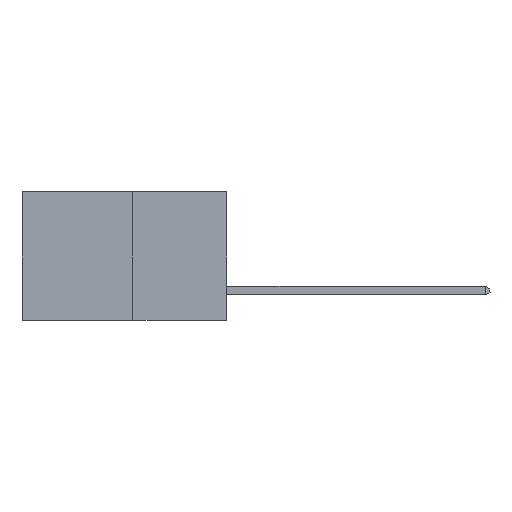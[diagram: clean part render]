
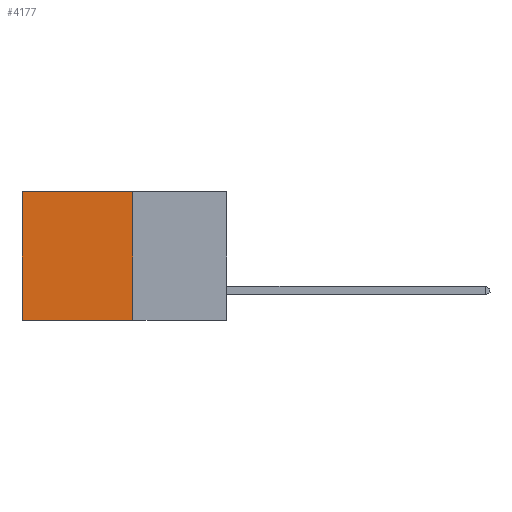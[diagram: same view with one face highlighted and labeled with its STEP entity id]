
A CAD part, left-side view. The second image highlights one B-rep face of the part: STEP entity #4177.
In plain terms, the highlighted planar face has unit normal (-1, 0, 0).
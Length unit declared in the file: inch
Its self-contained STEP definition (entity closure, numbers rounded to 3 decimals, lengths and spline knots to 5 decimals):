
#3 = CARTESIAN_POINT ( 'NONE',  ( 0.277, 0.27, -0.37 ) ) ;
#869 = VERTEX_POINT ( 'NONE', #8187 ) ;
#1225 = LINE ( 'NONE', #6574, #6059 ) ;
#1231 = EDGE_CURVE ( 'NONE', #869, #5577, #3997, .T. ) ;
#1641 = LINE ( 'NONE', #3, #4390 ) ;
#2479 = ORIENTED_EDGE ( 'NONE', *, *, #1231, .T. ) ;
#2543 = ORIENTED_EDGE ( 'NONE', *, *, #7003, .F. ) ;
#2684 = LINE ( 'NONE', #4427, #7631 ) ;
#2861 = ORIENTED_EDGE ( 'NONE', *, *, #10048, .T. ) ;
#2976 = CARTESIAN_POINT ( 'NONE',  ( 0.277, 0.27, 0. ) ) ;
#3548 = VERTEX_POINT ( 'NONE', #9656 ) ;
#3576 = FACE_OUTER_BOUND ( 'NONE', #6784, .T. ) ;
#3705 = VECTOR ( 'NONE', #8689, 39.37008 ) ;
#3914 = DIRECTION ( 'NONE',  ( 0., 0., -1. ) ) ;
#3997 = LINE ( 'NONE', #2976, #3705 ) ;
#4063 = DIRECTION ( 'NONE',  ( 0., 1., 0. ) ) ;
#4177 = ADVANCED_FACE ( 'NONE', ( #3576 ), #5971, .F. ) ;
#4390 = VECTOR ( 'NONE', #9023, 39.37008 ) ;
#4427 = CARTESIAN_POINT ( 'NONE',  ( 0.277, 0.27, -0.37 ) ) ;
#5353 = VERTEX_POINT ( 'NONE', #6426 ) ;
#5577 = VERTEX_POINT ( 'NONE', #6490 ) ;
#5856 = ORIENTED_EDGE ( 'NONE', *, *, #6000, .F. ) ;
#5971 = PLANE ( 'NONE',  #9957 ) ;
#6000 = EDGE_CURVE ( 'NONE', #3548, #5353, #2684, .T. ) ;
#6059 = VECTOR ( 'NONE', #8247, 39.37008 ) ;
#6426 = CARTESIAN_POINT ( 'NONE',  ( 0.277, 0.59, -0.37 ) ) ;
#6490 = CARTESIAN_POINT ( 'NONE',  ( 0.277, 0.59, 0. ) ) ;
#6574 = CARTESIAN_POINT ( 'NONE',  ( 0.277, 0.59, -0.37 ) ) ;
#6784 = EDGE_LOOP ( 'NONE', ( #2861, #5856, #2543, #2479 ) ) ;
#7003 = EDGE_CURVE ( 'NONE', #869, #3548, #1641, .T. ) ;
#7087 = CARTESIAN_POINT ( 'NONE',  ( 0.277, 0.27, -0.37 ) ) ;
#7337 = DIRECTION ( 'NONE',  ( 1., 0., 0. ) ) ;
#7631 = VECTOR ( 'NONE', #4063, 39.37008 ) ;
#8187 = CARTESIAN_POINT ( 'NONE',  ( 0.277, 0.27, 0. ) ) ;
#8247 = DIRECTION ( 'NONE',  ( 0., 0., -1. ) ) ;
#8689 = DIRECTION ( 'NONE',  ( 0., 1., 0. ) ) ;
#9023 = DIRECTION ( 'NONE',  ( 0., 0., -1. ) ) ;
#9656 = CARTESIAN_POINT ( 'NONE',  ( 0.277, 0.27, -0.37 ) ) ;
#9957 = AXIS2_PLACEMENT_3D ( 'NONE', #7087, #7337, #3914 ) ;
#10048 = EDGE_CURVE ( 'NONE', #5577, #5353, #1225, .T. ) ;
